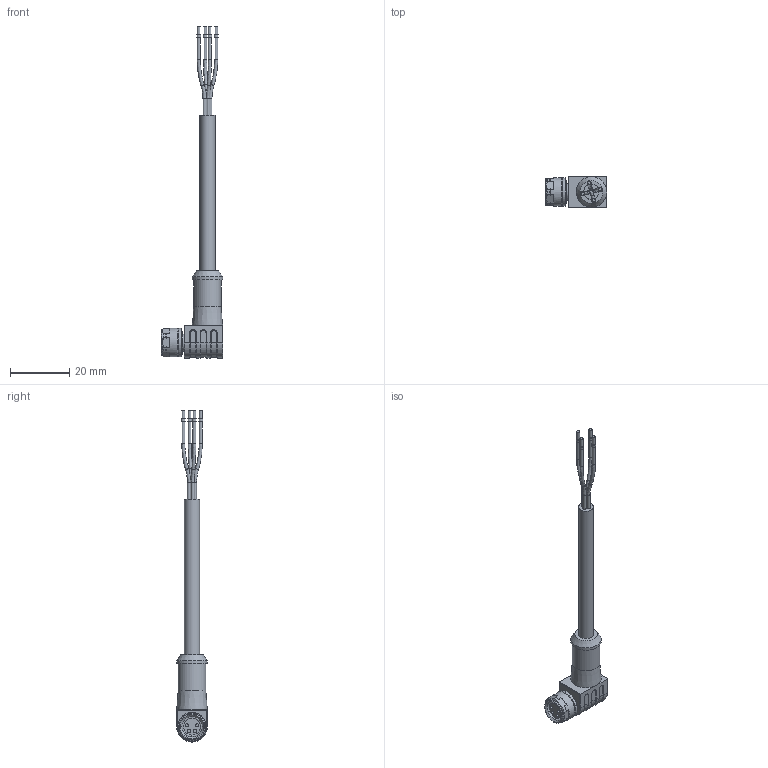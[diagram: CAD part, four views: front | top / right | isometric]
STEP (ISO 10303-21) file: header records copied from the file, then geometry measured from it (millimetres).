
FILE_DESCRIPTION(/* description */ (''),/* implementation_level */ '2;1');
FILE_NAME(/* name */ 'VK205371.stp',/* time_stamp */ '2016-10-12T08:53:59+02:00',/* author */ ('mitarbeiter'),/* organization */ (''),/* preprocessor_version */ 'ST-DEVELOPER v15.2',/* originating_system */ 'Autodesk Inventor 2014',/* authorisation */ '');
FILE_SCHEMA (('AUTOMOTIVE_DESIGN { 1 0 10303 214 3 1 1 }'));
Length unit declared in the file: millimetre
Products named in the file (1): VK205371
Bounding box: 20.7 x 10.3 x 111.8 mm (x, y, z)
Volume: 4174.5 mm3; surface area: 3057.3 mm2
Topology: 1 solids, 1 shells, 242 faces, 554 edges, 342 vertices
Faces by surface type: cylinder 103, plane 62, torus 49, cone 20, bspline 8
Full cylindrical faces by diameter (mm): 1.054 x12, 1.075 x4, 1.4 x4, 5.1 x1, 5.65 x1, 5.725 x1, 6.9 x1, 6.95 x1, 7.2 x1, 8.2 x1, 8.3 x1, 8.8 x1, 9.3 x1, 9.6 x2, 10.3 x1
Entity records: 6962 total; most frequent: CARTESIAN_POINT 1337, DIRECTION 1236, ORIENTED_EDGE 986, AXIS2_PLACEMENT_3D 538, EDGE_CURVE 493, VERTEX_POINT 325, EDGE_LOOP 314, CIRCLE 293
